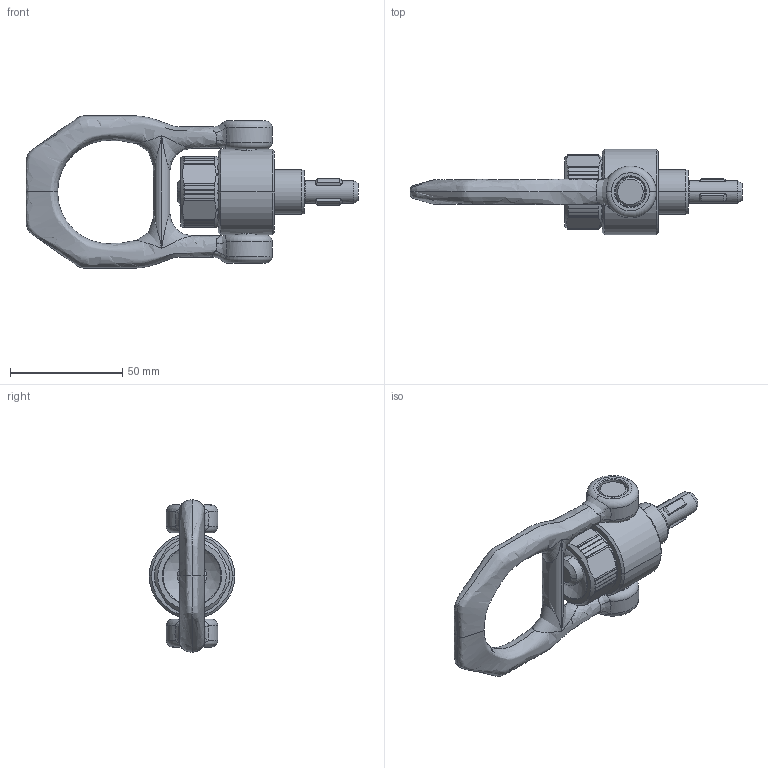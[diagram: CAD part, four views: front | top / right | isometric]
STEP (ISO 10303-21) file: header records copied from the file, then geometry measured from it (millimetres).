
FILE_DESCRIPTION(('STEP AP214'),'1');
FILE_NAME('HALDERN_EH_22353_1012.stp','2021-02-26T07:20:08',('TraceParts'),('TraceParts S.A.'),'Spatial InterOp 3D',' ',' ');
FILE_SCHEMA(('AUTOMOTIVE_DESIGN { 1 0 10303 214 1 1 1 1 }'));
Length unit declared in the file: millimetre
Products named in the file (1): HALDERN_EH_22353_1012_1
Bounding box: 147.81 x 38 x 67.99 mm (x, y, z)
Volume: 80641.4 mm3; surface area: 26523.6 mm2
Topology: 3 solids, 4 shells, 278 faces, 735 edges, 480 vertices
Faces by surface type: plane 94, cylinder 93, cone 42, torus 30, bspline 18, sphere 1
Entity records: 30834 total; most frequent: CARTESIAN_POINT 21901, ORIENTED_EDGE 1470, DIRECTION 1339, EDGE_CURVE 735, AXIS2_PLACEMENT_3D 563, VERTEX_POINT 480, EDGE_LOOP 303, CIRCLE 288
